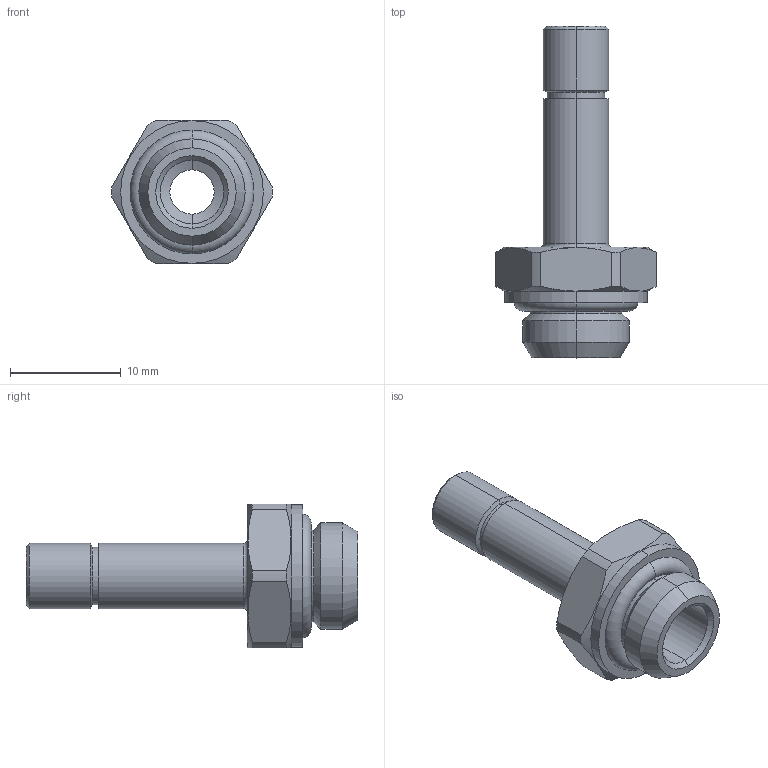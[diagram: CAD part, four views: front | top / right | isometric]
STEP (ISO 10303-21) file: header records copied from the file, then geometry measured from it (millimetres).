
FILE_DESCRIPTION (( 'STEP AP203' ), '1' );
FILE_NAME ('A0280031.STEP', '2009-12-14T12:59:28', ( '' ), ( 'sopra-pneumatic' ), 'SwSTEP 2.0', 'SolidWorks 2009', '' );
FILE_SCHEMA (( 'CONFIG_CONTROL_DESIGN' ));
Length unit declared in the file: millimetre
Products named in the file (1): A0280031
Bounding box: 14.5 x 30 x 13 mm (x, y, z)
Volume: 1107.7 mm3; surface area: 1416.9 mm2
Topology: 1 solids, 1 shells, 53 faces, 120 edges, 72 vertices
Faces by surface type: cylinder 22, cone 16, plane 11, torus 4
Entity records: 1627 total; most frequent: CARTESIAN_POINT 342, DIRECTION 272, ORIENTED_EDGE 240, EDGE_CURVE 120, AXIS2_PLACEMENT_3D 114, VERTEX_POINT 72, CIRCLE 60, EDGE_LOOP 58
